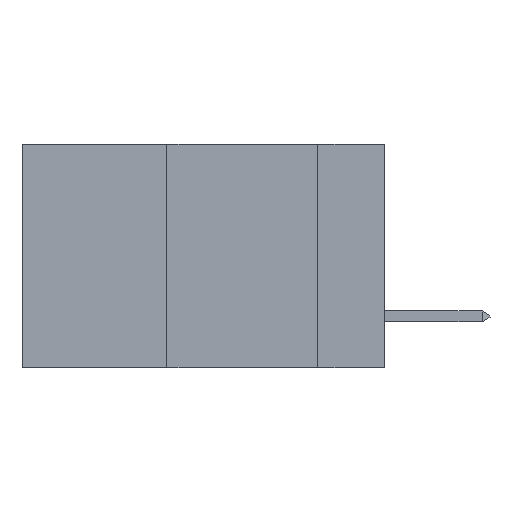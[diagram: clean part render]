
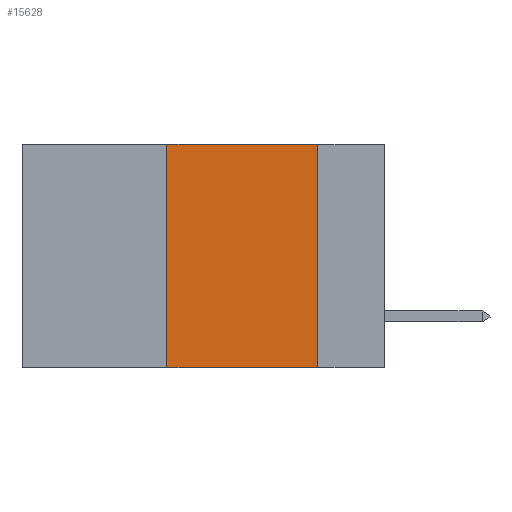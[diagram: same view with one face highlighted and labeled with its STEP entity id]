
A CAD part, left-side view. The second image highlights one B-rep face of the part: STEP entity #15628.
In plain terms, the highlighted planar face has unit normal (-1, 0, 0).
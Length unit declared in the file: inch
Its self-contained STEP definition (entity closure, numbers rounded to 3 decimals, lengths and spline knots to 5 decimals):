
#669 = CARTESIAN_POINT ( 'NONE',  ( 0., 0.11, 0. ) ) ;
#1646 = PLANE ( 'NONE',  #17578 ) ;
#2779 = ORIENTED_EDGE ( 'NONE', *, *, #34345, .T. ) ;
#3338 = DIRECTION ( 'NONE',  ( 0., 0., -1. ) ) ;
#3404 = LINE ( 'NONE', #28941, #17742 ) ;
#4558 = DIRECTION ( 'NONE',  ( 0., 0., -1. ) ) ;
#5130 = EDGE_CURVE ( 'NONE', #29411, #30853, #31247, .T. ) ;
#7431 = LINE ( 'NONE', #15430, #36660 ) ;
#9189 = VERTEX_POINT ( 'NONE', #669 ) ;
#10680 = EDGE_LOOP ( 'NONE', ( #31052, #17835, #14859, #2779 ) ) ;
#11327 = LINE ( 'NONE', #21003, #25518 ) ;
#13523 = CARTESIAN_POINT ( 'NONE',  ( 0., 0.36, 0. ) ) ;
#14706 = EDGE_CURVE ( 'NONE', #9189, #30384, #3404, .T. ) ;
#14859 = ORIENTED_EDGE ( 'NONE', *, *, #5130, .F. ) ;
#15430 = CARTESIAN_POINT ( 'NONE',  ( 0., 0.6, -0.37 ) ) ;
#15628 = ADVANCED_FACE ( 'NONE', ( #23398 ), #1646, .F. ) ;
#17578 = AXIS2_PLACEMENT_3D ( 'NONE', #27136, #21645, #4558 ) ;
#17742 = VECTOR ( 'NONE', #3338, 39.37008 ) ;
#17835 = ORIENTED_EDGE ( 'NONE', *, *, #36154, .F. ) ;
#18581 = DIRECTION ( 'NONE',  ( 0., -1., 0. ) ) ;
#21003 = CARTESIAN_POINT ( 'NONE',  ( 0., 0.6, 0. ) ) ;
#21645 = DIRECTION ( 'NONE',  ( 1., 0., 0. ) ) ;
#23398 = FACE_OUTER_BOUND ( 'NONE', #10680, .T. ) ;
#23753 = VECTOR ( 'NONE', #36098, 39.37008 ) ;
#25518 = VECTOR ( 'NONE', #18581, 39.37008 ) ;
#27136 = CARTESIAN_POINT ( 'NONE',  ( 0., 0.6, 0. ) ) ;
#28941 = CARTESIAN_POINT ( 'NONE',  ( 0., 0.11, 0. ) ) ;
#29411 = VERTEX_POINT ( 'NONE', #29814 ) ;
#29814 = CARTESIAN_POINT ( 'NONE',  ( 0., 0.36, -0.37 ) ) ;
#30384 = VERTEX_POINT ( 'NONE', #33738 ) ;
#30853 = VERTEX_POINT ( 'NONE', #32954 ) ;
#31052 = ORIENTED_EDGE ( 'NONE', *, *, #14706, .F. ) ;
#31247 = LINE ( 'NONE', #13523, #23753 ) ;
#32954 = CARTESIAN_POINT ( 'NONE',  ( 0., 0.36, 0. ) ) ;
#33738 = CARTESIAN_POINT ( 'NONE',  ( 0., 0.11, -0.37 ) ) ;
#34345 = EDGE_CURVE ( 'NONE', #29411, #30384, #7431, .T. ) ;
#35295 = DIRECTION ( 'NONE',  ( 0., -1., 0. ) ) ;
#36098 = DIRECTION ( 'NONE',  ( 0., 0., 1. ) ) ;
#36154 = EDGE_CURVE ( 'NONE', #30853, #9189, #11327, .T. ) ;
#36660 = VECTOR ( 'NONE', #35295, 39.37008 ) ;
